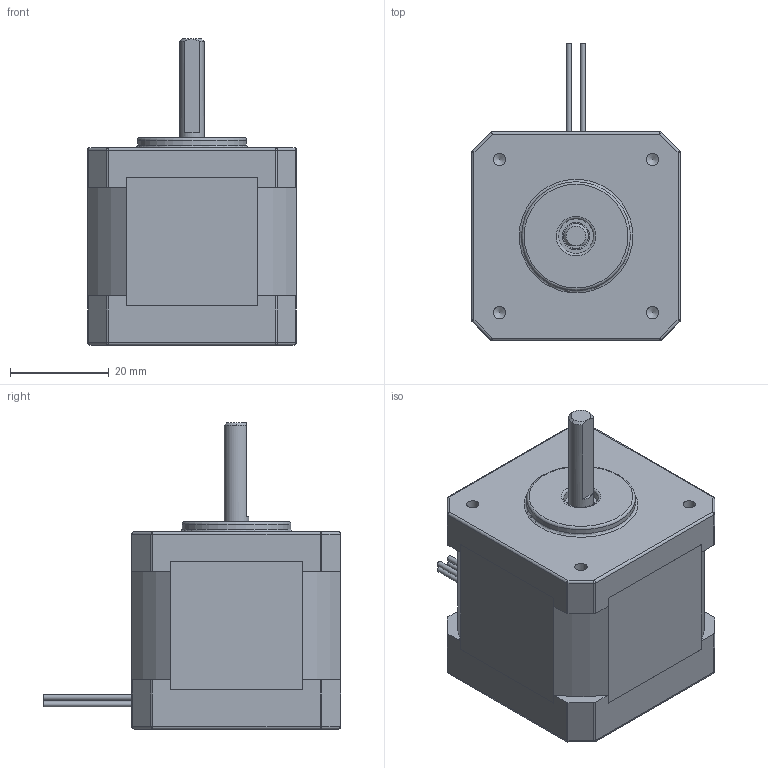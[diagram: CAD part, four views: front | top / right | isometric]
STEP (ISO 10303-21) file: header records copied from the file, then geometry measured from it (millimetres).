
FILE_DESCRIPTION(/* description */ (''),/* implementation_level */ '2;1');
FILE_NAME(/* name */ 'LDO-42STH40-1004A(PRU-Y).step',/* time_stamp */ '2024-05-12T08:04:07+02:00',/* author */ (''),/* organization */ (''),/* preprocessor_version */ 'ST-DEVELOPER v20',/* originating_system */ 'Autodesk Translation Framework v12.20.1.177',/* authorisation */ '');
FILE_SCHEMA (('AUTOMOTIVE_DESIGN { 1 0 10303 214 3 1 1 }'));
Length unit declared in the file: millimetre
Products named in the file (1): (Unsaved)
Bounding box: 42.32 x 60.31 x 62 mm (x, y, z)
Volume: 69520.8 mm3; surface area: 11178.9 mm2
Topology: 1 solids, 1 shells, 237 faces, 599 edges, 377 vertices
Faces by surface type: plane 144, cylinder 59, sphere 15, torus 12, cone 7
Full cylindrical faces by diameter (mm): 1.12 x4, 2.5 x4, 4.6 x4, 5 x2, 5.6 x2, 6 x4, 7 x2, 22 x1
Entity records: 8952 total; most frequent: CARTESIAN_POINT 3092, DIRECTION 1191, ORIENTED_EDGE 1174, EDGE_CURVE 587, AXIS2_PLACEMENT_3D 422, VERTEX_POINT 377, LINE 347, VECTOR 347
